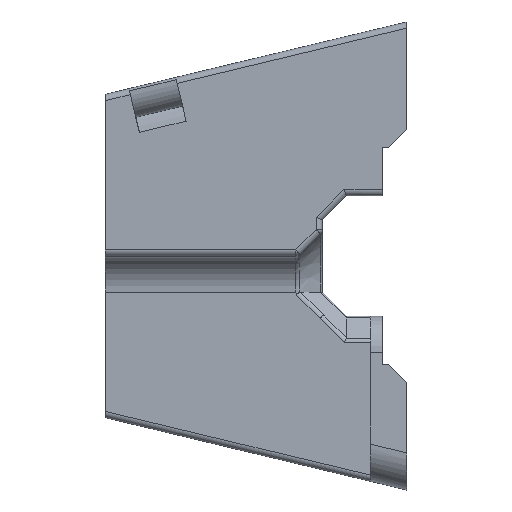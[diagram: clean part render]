
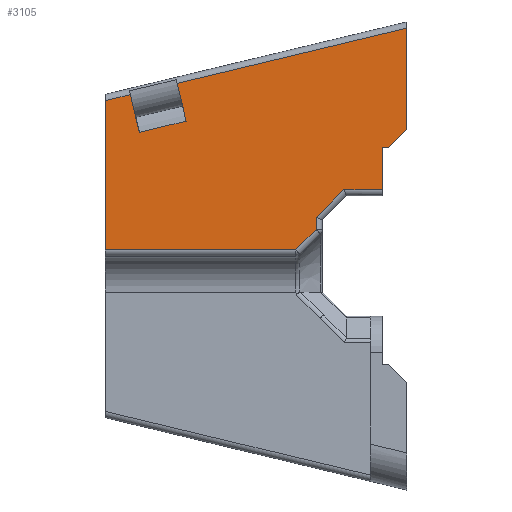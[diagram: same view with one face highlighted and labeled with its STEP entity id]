
A CAD part, left-side view. The second image highlights one B-rep face of the part: STEP entity #3105.
In plain terms, the highlighted planar face has unit normal (-1, 0, 0).
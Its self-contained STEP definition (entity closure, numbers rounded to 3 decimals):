
#5 = CARTESIAN_POINT ( 'NONE',  ( 10.5, 34., -10.578 ) ) ;
#15 = DIRECTION ( 'NONE',  ( 0., 0.972, -0.234 ) ) ;
#31 = LINE ( 'NONE', #790, #2060 ) ;
#51 = CARTESIAN_POINT ( 'NONE',  ( 10.5, 31.939, -10.597 ) ) ;
#237 = EDGE_CURVE ( 'NONE', #1170, #4558, #3813, .T. ) ;
#323 = VERTEX_POINT ( 'NONE', #51 ) ;
#352 = VECTOR ( 'NONE', #3843, 1000. ) ;
#383 = EDGE_LOOP ( 'NONE', ( #1036, #1246, #941, #1850, #1269, #2505, #4459, #2374, #3125, #2351, #2226, #4930, #1041, #807, #4354 ) ) ;
#385 = VECTOR ( 'NONE', #830, 1000. ) ;
#452 = LINE ( 'NONE', #1652, #2820 ) ;
#456 = LINE ( 'NONE', #4775, #385 ) ;
#463 = VECTOR ( 'NONE', #4001, 1000. ) ;
#550 = CARTESIAN_POINT ( 'NONE',  ( 10.5, 28.713, -6.9 ) ) ;
#586 = CARTESIAN_POINT ( 'NONE',  ( 10.5, 9., -5.085 ) ) ;
#721 = VECTOR ( 'NONE', #15, 1000. ) ;
#762 = LINE ( 'NONE', #2814, #2407 ) ;
#787 = CARTESIAN_POINT ( 'NONE',  ( 10.5, 11., -15. ) ) ;
#790 = CARTESIAN_POINT ( 'NONE',  ( 10.5, 18., -23.5 ) ) ;
#805 = CARTESIAN_POINT ( 'NONE',  ( 10.5, 9., -43.429 ) ) ;
#807 = ORIENTED_EDGE ( 'NONE', *, *, #2634, .T. ) ;
#808 = CARTESIAN_POINT ( 'NONE',  ( 10.5, -0.664, -2.763 ) ) ;
#830 = DIRECTION ( 'NONE',  ( 0., 0.972, -0.234 ) ) ;
#891 = VECTOR ( 'NONE', #1268, 1000. ) ;
#896 = VECTOR ( 'NONE', #3361, 1000. ) ;
#941 = ORIENTED_EDGE ( 'NONE', *, *, #3745, .T. ) ;
#1000 = CARTESIAN_POINT ( 'NONE',  ( 10.5, 32.602, -7.834 ) ) ;
#1002 = DIRECTION ( 'NONE',  ( 0., 0., 1. ) ) ;
#1036 = ORIENTED_EDGE ( 'NONE', *, *, #3427, .T. ) ;
#1041 = ORIENTED_EDGE ( 'NONE', *, *, #3425, .T. ) ;
#1170 = VERTEX_POINT ( 'NONE', #3055 ) ;
#1181 = CARTESIAN_POINT ( 'NONE',  ( 10.5, 14.207, -18.5 ) ) ;
#1183 = LINE ( 'NONE', #4198, #3085 ) ;
#1202 = CARTESIAN_POINT ( 'NONE',  ( 10.5, 11., -18.5 ) ) ;
#1246 = ORIENTED_EDGE ( 'NONE', *, *, #3776, .T. ) ;
#1268 = DIRECTION ( 'NONE',  ( 0., 0., 1. ) ) ;
#1269 = ORIENTED_EDGE ( 'NONE', *, *, #237, .T. ) ;
#1270 = LINE ( 'NONE', #4455, #3084 ) ;
#1517 = VERTEX_POINT ( 'NONE', #1558 ) ;
#1558 = CARTESIAN_POINT ( 'NONE',  ( 10.5, 18.207, -23.5 ) ) ;
#1652 = CARTESIAN_POINT ( 'NONE',  ( 10.5, 11., -15. ) ) ;
#1709 = LINE ( 'NONE', #805, #891 ) ;
#1755 = VERTEX_POINT ( 'NONE', #2384 ) ;
#1766 = CARTESIAN_POINT ( 'NONE',  ( 10.5, 9., -18.5 ) ) ;
#1811 = LINE ( 'NONE', #3336, #3068 ) ;
#1816 = VERTEX_POINT ( 'NONE', #2218 ) ;
#1836 = DIRECTION ( 'NONE',  ( 0., 0., 1. ) ) ;
#1839 = DIRECTION ( 'NONE',  ( 0., -0.707, 0.707 ) ) ;
#1850 = ORIENTED_EDGE ( 'NONE', *, *, #4949, .T. ) ;
#1856 = VERTEX_POINT ( 'NONE', #586 ) ;
#1859 = CARTESIAN_POINT ( 'NONE',  ( 10.5, 16.5, -20.793 ) ) ;
#1960 = CARTESIAN_POINT ( 'NONE',  ( 10.5, 31.185, -13.732 ) ) ;
#1989 = VERTEX_POINT ( 'NONE', #2851 ) ;
#2050 = DIRECTION ( 'NONE',  ( 0., -1., 0. ) ) ;
#2053 = DIRECTION ( 'NONE',  ( 0., -1., 0. ) ) ;
#2060 = VECTOR ( 'NONE', #2053, 1000. ) ;
#2077 = EDGE_CURVE ( 'NONE', #3966, #3074, #452, .T. ) ;
#2149 = LINE ( 'NONE', #1766, #896 ) ;
#2218 = CARTESIAN_POINT ( 'NONE',  ( 10.5, 16.5, -21.793 ) ) ;
#2226 = ORIENTED_EDGE ( 'NONE', *, *, #4995, .T. ) ;
#2351 = ORIENTED_EDGE ( 'NONE', *, *, #4283, .T. ) ;
#2360 = LINE ( 'NONE', #808, #5169 ) ;
#2367 = DIRECTION ( 'NONE',  ( 0., -0.707, 0.707 ) ) ;
#2374 = ORIENTED_EDGE ( 'NONE', *, *, #2875, .T. ) ;
#2384 = CARTESIAN_POINT ( 'NONE',  ( 10.5, 10.5, -15. ) ) ;
#2407 = VECTOR ( 'NONE', #2367, 1000. ) ;
#2412 = DIRECTION ( 'NONE',  ( 0., 0.972, -0.234 ) ) ;
#2413 = CARTESIAN_POINT ( 'NONE',  ( 10.5, 34., -11.092 ) ) ;
#2435 = VERTEX_POINT ( 'NONE', #2413 ) ;
#2505 = ORIENTED_EDGE ( 'NONE', *, *, #2805, .T. ) ;
#2544 = DIRECTION ( 'NONE',  ( 0., 0.234, 0.972 ) ) ;
#2634 = EDGE_CURVE ( 'NONE', #2885, #3966, #2149, .T. ) ;
#2766 = LINE ( 'NONE', #5, #463 ) ;
#2805 = EDGE_CURVE ( 'NONE', #4558, #3212, #3593, .T. ) ;
#2814 = CARTESIAN_POINT ( 'NONE',  ( 10.5, 14.354, -18.646 ) ) ;
#2820 = VECTOR ( 'NONE', #3668, 1000. ) ;
#2851 = CARTESIAN_POINT ( 'NONE',  ( 10.5, 9., -13.5 ) ) ;
#2875 = EDGE_CURVE ( 'NONE', #323, #2435, #456, .T. ) ;
#2885 = VERTEX_POINT ( 'NONE', #1181 ) ;
#2954 = VERTEX_POINT ( 'NONE', #4112 ) ;
#3046 = VERTEX_POINT ( 'NONE', #1859 ) ;
#3055 = CARTESIAN_POINT ( 'NONE',  ( 10.5, 28.049, -9.662 ) ) ;
#3068 = VECTOR ( 'NONE', #1839, 1000. ) ;
#3074 = VERTEX_POINT ( 'NONE', #4743 ) ;
#3084 = VECTOR ( 'NONE', #4093, 1000. ) ;
#3085 = VECTOR ( 'NONE', #1002, 1000. ) ;
#3105 = ADVANCED_FACE ( 'NONE', ( #3851 ), #3511, .T. ) ;
#3125 = ORIENTED_EDGE ( 'NONE', *, *, #4310, .T. ) ;
#3212 = VERTEX_POINT ( 'NONE', #1960 ) ;
#3336 = CARTESIAN_POINT ( 'NONE',  ( 10.5, -2.25, -2.25 ) ) ;
#3361 = DIRECTION ( 'NONE',  ( 0., -1., 0. ) ) ;
#3425 = EDGE_CURVE ( 'NONE', #3046, #2885, #762, .T. ) ;
#3427 = EDGE_CURVE ( 'NONE', #3074, #1755, #3971, .T. ) ;
#3511 = PLANE ( 'NONE',  #3664 ) ;
#3535 = DIRECTION ( 'NONE',  ( -1., 0., 0. ) ) ;
#3548 = EDGE_CURVE ( 'NONE', #1816, #3046, #1183, .T. ) ;
#3593 = LINE ( 'NONE', #4061, #721 ) ;
#3664 = AXIS2_PLACEMENT_3D ( 'NONE', #3875, #3535, #1836 ) ;
#3668 = DIRECTION ( 'NONE',  ( 0., 0., 1. ) ) ;
#3743 = VECTOR ( 'NONE', #2544, 1000. ) ;
#3745 = EDGE_CURVE ( 'NONE', #1989, #1856, #1709, .T. ) ;
#3776 = EDGE_CURVE ( 'NONE', #1755, #1989, #1811, .T. ) ;
#3807 = LINE ( 'NONE', #1000, #3743 ) ;
#3813 = LINE ( 'NONE', #550, #352 ) ;
#3843 = DIRECTION ( 'NONE',  ( 0., -0.234, -0.972 ) ) ;
#3851 = FACE_OUTER_BOUND ( 'NONE', #383, .T. ) ;
#3875 = CARTESIAN_POINT ( 'NONE',  ( 10.5, 0., 0. ) ) ;
#3966 = VERTEX_POINT ( 'NONE', #1202 ) ;
#3971 = LINE ( 'NONE', #787, #4002 ) ;
#4001 = DIRECTION ( 'NONE',  ( 0., 0., -1. ) ) ;
#4002 = VECTOR ( 'NONE', #2050, 1000. ) ;
#4019 = CARTESIAN_POINT ( 'NONE',  ( 10.5, 27.296, -12.798 ) ) ;
#4061 = CARTESIAN_POINT ( 'NONE',  ( 10.5, 27.296, -12.798 ) ) ;
#4093 = DIRECTION ( 'NONE',  ( 0., -0.707, 0.707 ) ) ;
#4112 = CARTESIAN_POINT ( 'NONE',  ( 10.5, 34., -23.5 ) ) ;
#4198 = CARTESIAN_POINT ( 'NONE',  ( 10.5, 16.5, -21. ) ) ;
#4283 = EDGE_CURVE ( 'NONE', #2954, #1517, #31, .T. ) ;
#4310 = EDGE_CURVE ( 'NONE', #2435, #2954, #2766, .T. ) ;
#4354 = ORIENTED_EDGE ( 'NONE', *, *, #2077, .T. ) ;
#4455 = CARTESIAN_POINT ( 'NONE',  ( 10.5, -2.646, -2.646 ) ) ;
#4459 = ORIENTED_EDGE ( 'NONE', *, *, #5188, .T. ) ;
#4558 = VERTEX_POINT ( 'NONE', #4019 ) ;
#4743 = CARTESIAN_POINT ( 'NONE',  ( 10.5, 11., -15. ) ) ;
#4775 = CARTESIAN_POINT ( 'NONE',  ( 10.5, -0.664, -2.763 ) ) ;
#4930 = ORIENTED_EDGE ( 'NONE', *, *, #3548, .T. ) ;
#4949 = EDGE_CURVE ( 'NONE', #1856, #1170, #2360, .T. ) ;
#4995 = EDGE_CURVE ( 'NONE', #1517, #1816, #1270, .T. ) ;
#5169 = VECTOR ( 'NONE', #2412, 1000. ) ;
#5188 = EDGE_CURVE ( 'NONE', #3212, #323, #3807, .T. ) ;
